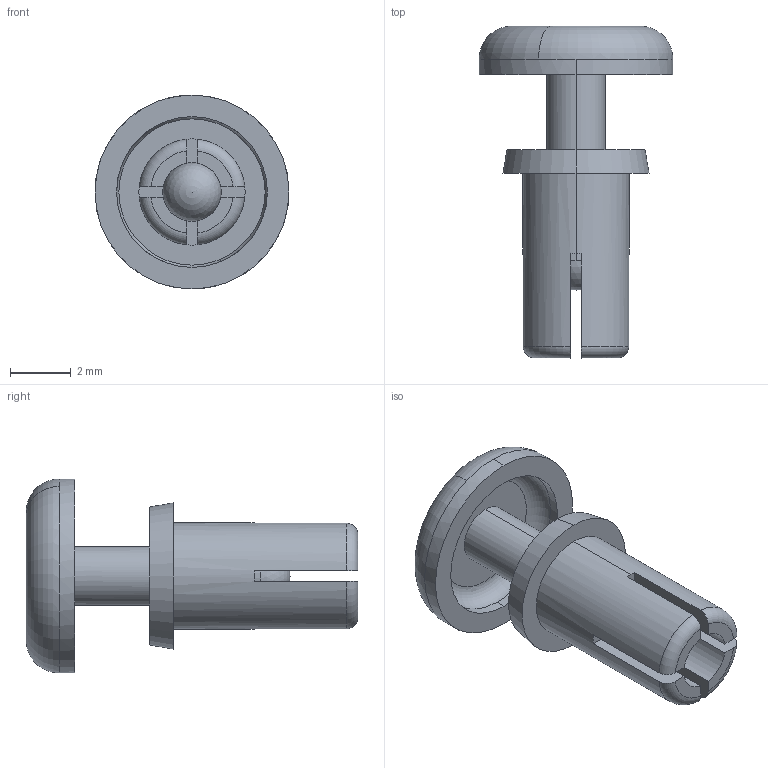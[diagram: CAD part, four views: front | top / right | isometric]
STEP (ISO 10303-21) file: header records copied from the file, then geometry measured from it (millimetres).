
FILE_DESCRIPTION (( 'STEP AP203' ), '1' );
FILE_NAME ('3444.STEP', '2014-07-29T14:06:34', ( '' ), ( '' ), 'SwSTEP 2.0', 'SolidWorks 2009', '' );
FILE_SCHEMA (( 'CONFIG_CONTROL_DESIGN' ));
Length unit declared in the file: millimetre
Products named in the file (1): 3444
Bounding box: 6.4 x 10.95 x 6.4 mm (x, y, z)
Volume: 100.9 mm3; surface area: 301.4 mm2
Topology: 2 solids, 2 shells, 42 faces, 112 edges, 75 vertices
Faces by surface type: plane 21, cylinder 10, torus 8, cone 2, sphere 1
Entity records: 1493 total; most frequent: CARTESIAN_POINT 359, DIRECTION 230, ORIENTED_EDGE 220, EDGE_CURVE 110, AXIS2_PLACEMENT_3D 93, VERTEX_POINT 74, CIRCLE 50, EDGE_LOOP 46
